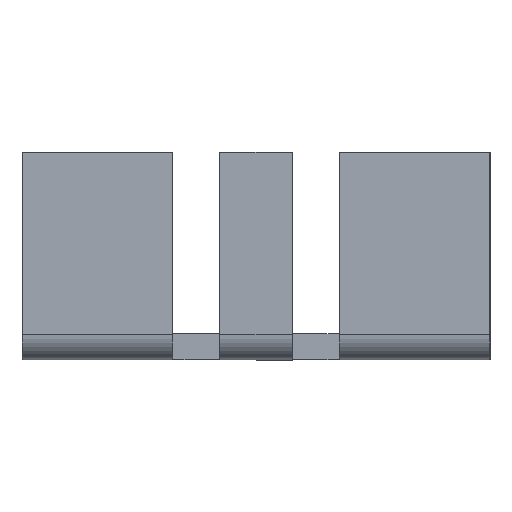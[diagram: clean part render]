
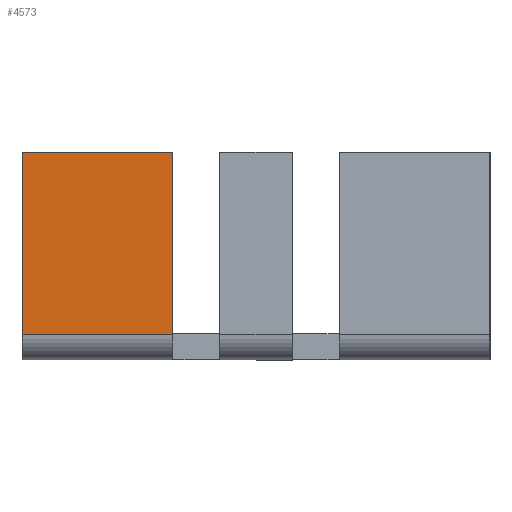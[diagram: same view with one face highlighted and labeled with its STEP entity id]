
A CAD part, left-side view. The second image highlights one B-rep face of the part: STEP entity #4573.
In plain terms, the highlighted planar face has unit normal (-1, 0, 0).
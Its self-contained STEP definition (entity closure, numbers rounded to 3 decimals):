
#1851 = PLANE('',#1852);
#1852 = AXIS2_PLACEMENT_3D('',#1853,#1854,#1855);
#1853 = CARTESIAN_POINT('',(-11.7,9.,8.));
#1854 = DIRECTION('',(0.,1.,0.));
#1855 = DIRECTION('',(0.,0.,1.));
#2043 = PLANE('',#2044);
#2044 = AXIS2_PLACEMENT_3D('',#2045,#2046,#2047);
#2045 = CARTESIAN_POINT('',(-11.7,3.2,0.));
#2046 = DIRECTION('',(0.,-1.,0.));
#2047 = DIRECTION('',(0.,0.,-1.));
#2899 = CYLINDRICAL_SURFACE('',#2900,0.99);
#2900 = AXIS2_PLACEMENT_3D('',#2901,#2902,#2903);
#2901 = CARTESIAN_POINT('',(-11.71,9.,0.99));
#2902 = DIRECTION('',(0.,-1.,0.));
#2903 = DIRECTION('',(0.,0.,-1.));
#3264 = VERTEX_POINT('',#3265);
#3265 = CARTESIAN_POINT('',(-12.7,9.,8.));
#3279 = PLANE('',#3280);
#3280 = AXIS2_PLACEMENT_3D('',#3281,#3282,#3283);
#3281 = CARTESIAN_POINT('',(-11.7,3.2,8.));
#3282 = DIRECTION('',(0.,0.,1.));
#3283 = DIRECTION('',(0.,-1.,0.));
#3291 = EDGE_CURVE('',#3264,#3292,#3294,.T.);
#3292 = VERTEX_POINT('',#3293);
#3293 = CARTESIAN_POINT('',(-12.7,9.,0.99));
#3294 = SURFACE_CURVE('',#3295,(#3299,#3306),.PCURVE_S1.);
#3295 = LINE('',#3296,#3297);
#3296 = CARTESIAN_POINT('',(-12.7,9.,8.));
#3297 = VECTOR('',#3298,1.);
#3298 = DIRECTION('',(0.,0.,-1.));
#3299 = PCURVE('',#1851,#3300);
#3300 = DEFINITIONAL_REPRESENTATION('',(#3301),#3305);
#3301 = LINE('',#3302,#3303);
#3302 = CARTESIAN_POINT('',(0.,-1.));
#3303 = VECTOR('',#3304,1.);
#3304 = DIRECTION('',(-1.,0.));
#3305 = ( GEOMETRIC_REPRESENTATION_CONTEXT(2) 
PARAMETRIC_REPRESENTATION_CONTEXT() REPRESENTATION_CONTEXT('2D SPACE',''
  ) );
#3306 = PCURVE('',#3307,#3312);
#3307 = PLANE('',#3308);
#3308 = AXIS2_PLACEMENT_3D('',#3309,#3310,#3311);
#3309 = CARTESIAN_POINT('',(-12.7,3.2,8.));
#3310 = DIRECTION('',(-1.,0.,0.));
#3311 = DIRECTION('',(0.,0.,-1.));
#3312 = DEFINITIONAL_REPRESENTATION('',(#3313),#3317);
#3313 = LINE('',#3314,#3315);
#3314 = CARTESIAN_POINT('',(0.,-5.8));
#3315 = VECTOR('',#3316,1.);
#3316 = DIRECTION('',(1.,0.));
#3317 = ( GEOMETRIC_REPRESENTATION_CONTEXT(2) 
PARAMETRIC_REPRESENTATION_CONTEXT() REPRESENTATION_CONTEXT('2D SPACE',''
  ) );
#3561 = VERTEX_POINT('',#3562);
#3562 = CARTESIAN_POINT('',(-12.7,3.2,0.99));
#3588 = EDGE_CURVE('',#3561,#3589,#3591,.T.);
#3589 = VERTEX_POINT('',#3590);
#3590 = CARTESIAN_POINT('',(-12.7,3.2,8.));
#3591 = SURFACE_CURVE('',#3592,(#3596,#3603),.PCURVE_S1.);
#3592 = LINE('',#3593,#3594);
#3593 = CARTESIAN_POINT('',(-12.7,3.2,0.));
#3594 = VECTOR('',#3595,1.);
#3595 = DIRECTION('',(0.,0.,1.));
#3596 = PCURVE('',#2043,#3597);
#3597 = DEFINITIONAL_REPRESENTATION('',(#3598),#3602);
#3598 = LINE('',#3599,#3600);
#3599 = CARTESIAN_POINT('',(0.,-1.));
#3600 = VECTOR('',#3601,1.);
#3601 = DIRECTION('',(-1.,0.));
#3602 = ( GEOMETRIC_REPRESENTATION_CONTEXT(2) 
PARAMETRIC_REPRESENTATION_CONTEXT() REPRESENTATION_CONTEXT('2D SPACE',''
  ) );
#3603 = PCURVE('',#3307,#3604);
#3604 = DEFINITIONAL_REPRESENTATION('',(#3605),#3609);
#3605 = LINE('',#3606,#3607);
#3606 = CARTESIAN_POINT('',(8.,0.));
#3607 = VECTOR('',#3608,1.);
#3608 = DIRECTION('',(-1.,0.));
#3609 = ( GEOMETRIC_REPRESENTATION_CONTEXT(2) 
PARAMETRIC_REPRESENTATION_CONTEXT() REPRESENTATION_CONTEXT('2D SPACE',''
  ) );
#4416 = EDGE_CURVE('',#3292,#3561,#4417,.T.);
#4417 = SURFACE_CURVE('',#4418,(#4422,#4429),.PCURVE_S1.);
#4418 = LINE('',#4419,#4420);
#4419 = CARTESIAN_POINT('',(-12.7,9.,0.99));
#4420 = VECTOR('',#4421,1.);
#4421 = DIRECTION('',(0.,-1.,0.));
#4422 = PCURVE('',#2899,#4423);
#4423 = DEFINITIONAL_REPRESENTATION('',(#4424),#4428);
#4424 = LINE('',#4425,#4426);
#4425 = CARTESIAN_POINT('',(-1.571,0.));
#4426 = VECTOR('',#4427,1.);
#4427 = DIRECTION('',(0.,1.));
#4428 = ( GEOMETRIC_REPRESENTATION_CONTEXT(2) 
PARAMETRIC_REPRESENTATION_CONTEXT() REPRESENTATION_CONTEXT('2D SPACE',''
  ) );
#4429 = PCURVE('',#3307,#4430);
#4430 = DEFINITIONAL_REPRESENTATION('',(#4431),#4435);
#4431 = LINE('',#4432,#4433);
#4432 = CARTESIAN_POINT('',(7.01,-5.8));
#4433 = VECTOR('',#4434,1.);
#4434 = DIRECTION('',(0.,1.));
#4435 = ( GEOMETRIC_REPRESENTATION_CONTEXT(2) 
PARAMETRIC_REPRESENTATION_CONTEXT() REPRESENTATION_CONTEXT('2D SPACE',''
  ) );
#4551 = EDGE_CURVE('',#3589,#3264,#4552,.T.);
#4552 = SURFACE_CURVE('',#4553,(#4557,#4564),.PCURVE_S1.);
#4553 = LINE('',#4554,#4555);
#4554 = CARTESIAN_POINT('',(-12.7,3.2,8.));
#4555 = VECTOR('',#4556,1.);
#4556 = DIRECTION('',(0.,1.,0.));
#4557 = PCURVE('',#3279,#4558);
#4558 = DEFINITIONAL_REPRESENTATION('',(#4559),#4563);
#4559 = LINE('',#4560,#4561);
#4560 = CARTESIAN_POINT('',(0.,-1.));
#4561 = VECTOR('',#4562,1.);
#4562 = DIRECTION('',(-1.,0.));
#4563 = ( GEOMETRIC_REPRESENTATION_CONTEXT(2) 
PARAMETRIC_REPRESENTATION_CONTEXT() REPRESENTATION_CONTEXT('2D SPACE',''
  ) );
#4564 = PCURVE('',#3307,#4565);
#4565 = DEFINITIONAL_REPRESENTATION('',(#4566),#4570);
#4566 = LINE('',#4567,#4568);
#4567 = CARTESIAN_POINT('',(0.,0.));
#4568 = VECTOR('',#4569,1.);
#4569 = DIRECTION('',(0.,-1.));
#4570 = ( GEOMETRIC_REPRESENTATION_CONTEXT(2) 
PARAMETRIC_REPRESENTATION_CONTEXT() REPRESENTATION_CONTEXT('2D SPACE',''
  ) );
#4573 = ADVANCED_FACE('',(#4574),#3307,.T.);
#4574 = FACE_BOUND('',#4575,.F.);
#4575 = EDGE_LOOP('',(#4576,#4577,#4578,#4579));
#4576 = ORIENTED_EDGE('',*,*,#3291,.F.);
#4577 = ORIENTED_EDGE('',*,*,#4551,.F.);
#4578 = ORIENTED_EDGE('',*,*,#3588,.F.);
#4579 = ORIENTED_EDGE('',*,*,#4416,.F.);
